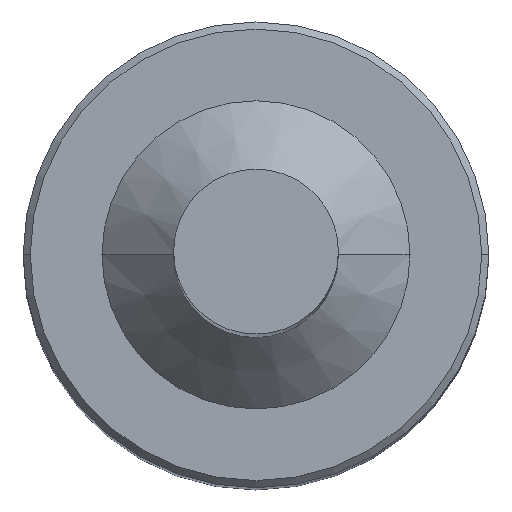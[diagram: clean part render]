
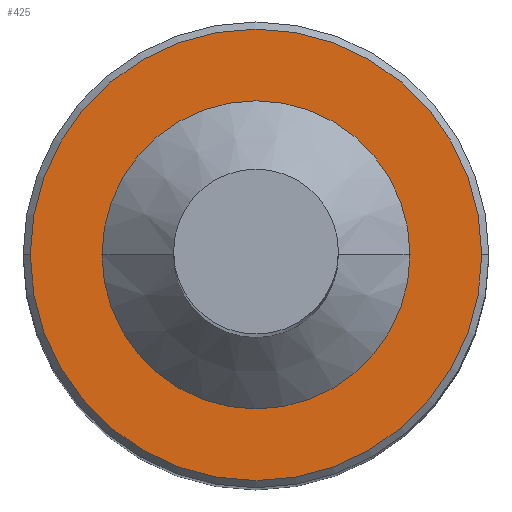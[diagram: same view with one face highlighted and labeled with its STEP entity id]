
A CAD part, top view. The second image highlights one B-rep face of the part: STEP entity #425.
In plain terms, the highlighted planar face has unit normal (0, 0, 1).
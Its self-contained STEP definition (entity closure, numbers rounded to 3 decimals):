
#4 = DIRECTION ( 'NONE',  ( 1., 0., 0. ) ) ;
#58 = AXIS2_PLACEMENT_3D ( 'NONE', #295, #510, #548 ) ;
#71 = EDGE_CURVE ( 'NONE', #431, #114, #144, .T. ) ;
#100 = CARTESIAN_POINT ( 'NONE',  ( -3.15, 0., 18. ) ) ;
#106 = CARTESIAN_POINT ( 'NONE',  ( 3.15, 0., 18. ) ) ;
#110 = CIRCLE ( 'NONE', #483, 2.15 ) ;
#112 = EDGE_LOOP ( 'NONE', ( #372, #518 ) ) ;
#114 = VERTEX_POINT ( 'NONE', #106 ) ;
#115 = AXIS2_PLACEMENT_3D ( 'NONE', #330, #539, #493 ) ;
#136 = DIRECTION ( 'NONE',  ( 1., 0., 0. ) ) ;
#137 = AXIS2_PLACEMENT_3D ( 'NONE', #385, #228, #481 ) ;
#144 = CIRCLE ( 'NONE', #115, 3.15 ) ;
#181 = DIRECTION ( 'NONE',  ( 0., 0., -1. ) ) ;
#203 = EDGE_CURVE ( 'NONE', #297, #432, #337, .T. ) ;
#228 = DIRECTION ( 'NONE',  ( 0., 0., 1. ) ) ;
#289 = EDGE_LOOP ( 'NONE', ( #470, #509 ) ) ;
#295 = CARTESIAN_POINT ( 'NONE',  ( 0., 0., 18. ) ) ;
#297 = VERTEX_POINT ( 'NONE', #471 ) ;
#315 = EDGE_CURVE ( 'NONE', #114, #431, #497, .T. ) ;
#330 = CARTESIAN_POINT ( 'NONE',  ( 0., 0., 18. ) ) ;
#336 = CARTESIAN_POINT ( 'NONE',  ( 0., 0., 18. ) ) ;
#337 = CIRCLE ( 'NONE', #58, 2.15 ) ;
#339 = DIRECTION ( 'NONE',  ( 0., 0., 1. ) ) ;
#349 = FACE_BOUND ( 'NONE', #112, .T. ) ;
#372 = ORIENTED_EDGE ( 'NONE', *, *, #203, .T. ) ;
#385 = CARTESIAN_POINT ( 'NONE',  ( 0., 0., 18. ) ) ;
#396 = CARTESIAN_POINT ( 'NONE',  ( 0., 0., 18. ) ) ;
#425 = ADVANCED_FACE ( 'NONE', ( #467, #349 ), #438, .T. ) ;
#431 = VERTEX_POINT ( 'NONE', #100 ) ;
#432 = VERTEX_POINT ( 'NONE', #523 ) ;
#436 = EDGE_CURVE ( 'NONE', #432, #297, #110, .T. ) ;
#438 = PLANE ( 'NONE',  #137 ) ;
#467 = FACE_OUTER_BOUND ( 'NONE', #289, .T. ) ;
#470 = ORIENTED_EDGE ( 'NONE', *, *, #71, .T. ) ;
#471 = CARTESIAN_POINT ( 'NONE',  ( -2.15, 0., 18. ) ) ;
#472 = AXIS2_PLACEMENT_3D ( 'NONE', #336, #339, #4 ) ;
#481 = DIRECTION ( 'NONE',  ( 1., 0., 0. ) ) ;
#483 = AXIS2_PLACEMENT_3D ( 'NONE', #396, #181, #136 ) ;
#493 = DIRECTION ( 'NONE',  ( 1., 0., 0. ) ) ;
#497 = CIRCLE ( 'NONE', #472, 3.15 ) ;
#509 = ORIENTED_EDGE ( 'NONE', *, *, #315, .T. ) ;
#510 = DIRECTION ( 'NONE',  ( 0., 0., -1. ) ) ;
#518 = ORIENTED_EDGE ( 'NONE', *, *, #436, .T. ) ;
#523 = CARTESIAN_POINT ( 'NONE',  ( 2.15, 0., 18. ) ) ;
#539 = DIRECTION ( 'NONE',  ( 0., 0., 1. ) ) ;
#548 = DIRECTION ( 'NONE',  ( 1., 0., 0. ) ) ;
